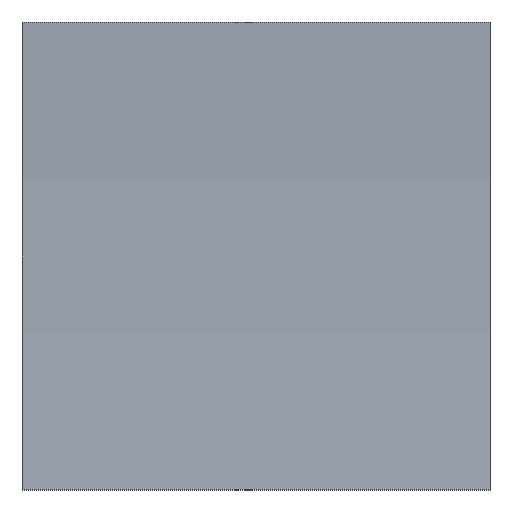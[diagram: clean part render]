
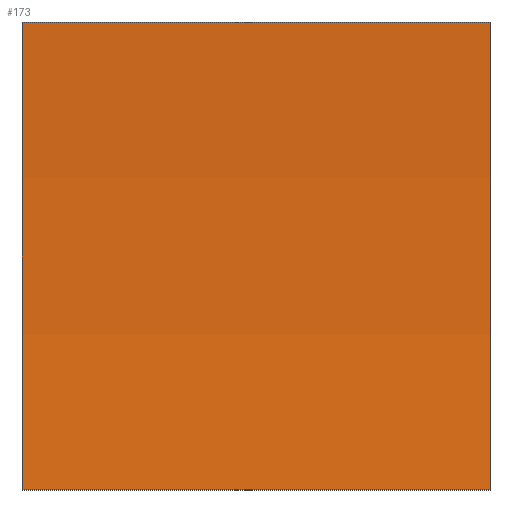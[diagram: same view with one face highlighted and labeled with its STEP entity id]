
A CAD part, left-side view. The second image highlights one B-rep face of the part: STEP entity #173.
In plain terms, the highlighted cylindrical face has radius 129.25 mm (diameter 258.5 mm), a partial arc.
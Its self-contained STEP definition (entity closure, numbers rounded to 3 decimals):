
#2 = CYLINDRICAL_SURFACE ( 'NONE', #141, 129.25 ) ;
#6 = AXIS2_PLACEMENT_3D ( 'NONE', #155, #92, #27 ) ;
#9 = AXIS2_PLACEMENT_3D ( 'NONE', #24, #109, #15 ) ;
#13 = CARTESIAN_POINT ( 'NONE',  ( -3.387, 20., 0. ) ) ;
#14 = LINE ( 'NONE', #80, #108 ) ;
#15 = DIRECTION ( 'NONE',  ( 0., 0., 1. ) ) ;
#20 = CIRCLE ( 'NONE', #9, 129.25 ) ;
#22 = EDGE_CURVE ( 'NONE', #167, #133, #14, .T. ) ;
#24 = CARTESIAN_POINT ( 'NONE',  ( -132.25, 20., 10. ) ) ;
#27 = DIRECTION ( 'NONE',  ( 0., 0., 1. ) ) ;
#35 = VERTEX_POINT ( 'NONE', #201 ) ;
#37 = LINE ( 'NONE', #13, #148 ) ;
#39 = CARTESIAN_POINT ( 'NONE',  ( -132.25, 20., 10. ) ) ;
#43 = VERTEX_POINT ( 'NONE', #183 ) ;
#52 = EDGE_LOOP ( 'NONE', ( #110, #114, #195, #139 ) ) ;
#60 = CARTESIAN_POINT ( 'NONE',  ( -3.387, 20., 20. ) ) ;
#67 = EDGE_CURVE ( 'NONE', #43, #35, #37, .T. ) ;
#79 = CIRCLE ( 'NONE', #6, 129.25 ) ;
#80 = CARTESIAN_POINT ( 'NONE',  ( -3.387, 20., 20. ) ) ;
#86 = EDGE_CURVE ( 'NONE', #35, #133, #79, .T. ) ;
#90 = EDGE_CURVE ( 'NONE', #43, #167, #20, .T. ) ;
#92 = DIRECTION ( 'NONE',  ( 0., -1., 0. ) ) ;
#108 = VECTOR ( 'NONE', #132, 1000. ) ;
#109 = DIRECTION ( 'NONE',  ( 0., -1., 0. ) ) ;
#110 = ORIENTED_EDGE ( 'NONE', *, *, #86, .T. ) ;
#114 = ORIENTED_EDGE ( 'NONE', *, *, #22, .F. ) ;
#128 = CARTESIAN_POINT ( 'NONE',  ( -3.387, 0., 20. ) ) ;
#133 = VERTEX_POINT ( 'NONE', #128 ) ;
#132 = DIRECTION ( 'NONE',  ( 0., -1., 0. ) ) ;
#139 = ORIENTED_EDGE ( 'NONE', *, *, #67, .T. ) ;
#141 = AXIS2_PLACEMENT_3D ( 'NONE', #39, #197, #185 ) ;
#148 = VECTOR ( 'NONE', #192, 1000. ) ;
#155 = CARTESIAN_POINT ( 'NONE',  ( -132.25, 0., 10. ) ) ;
#167 = VERTEX_POINT ( 'NONE', #60 ) ;
#173 = ADVANCED_FACE ( 'NONE', ( #175 ), #2, .F. ) ;
#175 = FACE_OUTER_BOUND ( 'NONE', #52, .T. ) ;
#183 = CARTESIAN_POINT ( 'NONE',  ( -3.387, 20., 0. ) ) ;
#185 = DIRECTION ( 'NONE',  ( 0., 0., -1. ) ) ;
#192 = DIRECTION ( 'NONE',  ( 0., -1., 0. ) ) ;
#195 = ORIENTED_EDGE ( 'NONE', *, *, #90, .F. ) ;
#197 = DIRECTION ( 'NONE',  ( 0., -1., 0. ) ) ;
#201 = CARTESIAN_POINT ( 'NONE',  ( -3.387, 0., 0. ) ) ;
